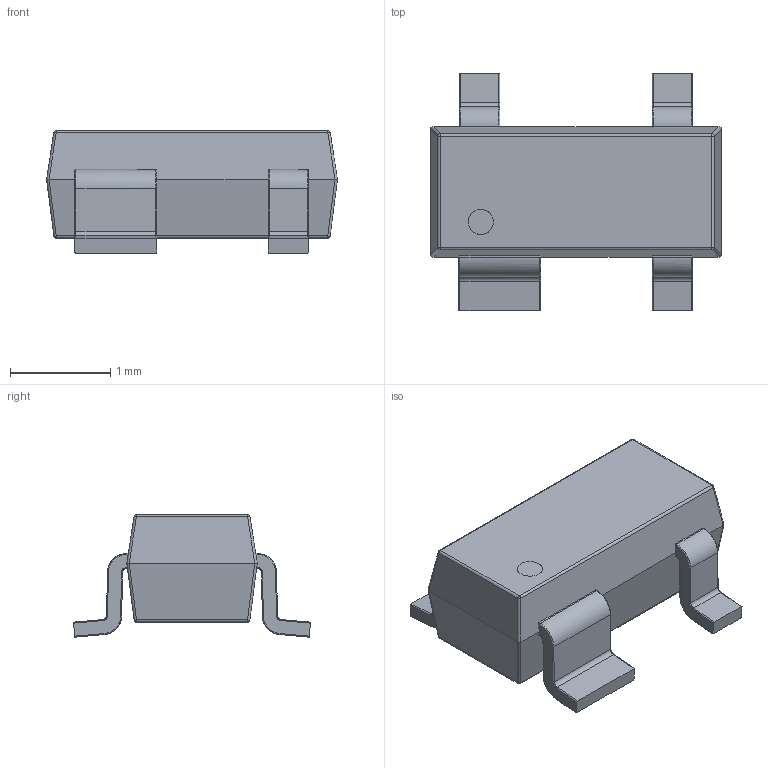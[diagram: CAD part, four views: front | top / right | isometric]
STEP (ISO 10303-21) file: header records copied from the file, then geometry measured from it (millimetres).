
FILE_DESCRIPTION( ( '' ), ' ' );
FILE_NAME( '5a431815fe9da20c1b562c2b.step', '2017-12-27T03:48:38', ( '' ), ( '' ), ' ', ' ', ' ' );
FILE_SCHEMA( ( 'AUTOMOTIVE_DESIGN { 1 0 10303 214 1 1 1 1 }' ) );
Length unit declared in the file: metre
Products named in the file (2): Open CASCADE STEP translator 6.8 1
Bounding box: 2.9 x 2.36 x 1.22 mm (x, y, z)
Surface area: 20.5 mm2 (no closed solid volume)
Topology: 0 solids, 167 shells, 167 faces, 796 edges, 796 vertices
Faces by surface type: cylinder 80, plane 47, torus 32, sphere 8
Entity records: 9412 total; most frequent: CARTESIAN_POINT 3541, ORIENTED_EDGE 796, EDGE_CURVE 796, VERTEX_POINT 796, B_SPLINE_CURVE_WITH_KNOTS 748, DIRECTION 434, AXIS2_PLACEMENT_3D 217, FACE_BOUND 168
